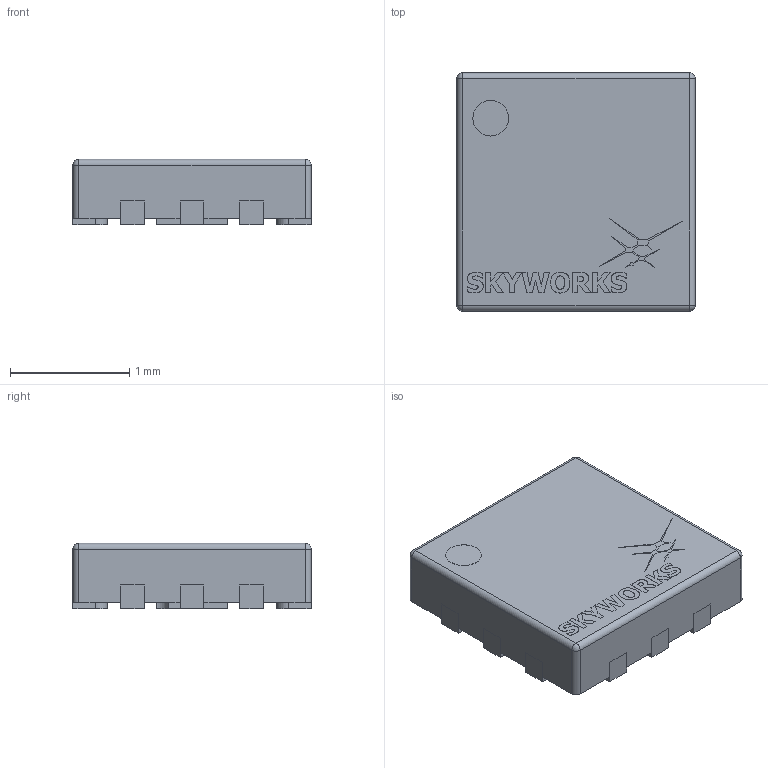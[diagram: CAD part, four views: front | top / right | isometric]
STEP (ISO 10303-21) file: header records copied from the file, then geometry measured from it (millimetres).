
FILE_DESCRIPTION(/* description */ (''),/* implementation_level */ '2;1');
FILE_NAME(/* name */ 'QFN12.stp',/* time_stamp */ '2019-07-19T11:40:37+02:00',/* author */ ('khaled'),/* organization */ (''),/* preprocessor_version */ 'ST-DEVELOPER v17.2',/* originating_system */ 'Autodesk Inventor 2019',/* authorisation */ '');
FILE_SCHEMA (('AUTOMOTIVE_DESIGN { 1 0 10303 214 3 1 1 }'));
Length unit declared in the file: millimetre
Products named in the file (5): MAX17047G+T10; 1; 2; circle; Skyworks
Assembly tree (4 placements, depth 2):
  MAX17047G+T10
    1
    2
    circle
    Skyworks
Bounding box: 2 x 2 x 0.55 mm (x, y, z)
Volume: 2 mm3; surface area: 18.1 mm2
Topology: 23 solids, 23 shells, 323 faces, 816 edges, 540 vertices
Faces by surface type: plane 233, bspline 51, cylinder 35, sphere 4
Full cylindrical faces by diameter (mm): 0.3 x1
Entity records: 10038 total; most frequent: CARTESIAN_POINT 2351, ORIENTED_EDGE 1632, DIRECTION 1346, EDGE_CURVE 816, LINE 644, VECTOR 644, VERTEX_POINT 540, AXIS2_PLACEMENT_3D 351
